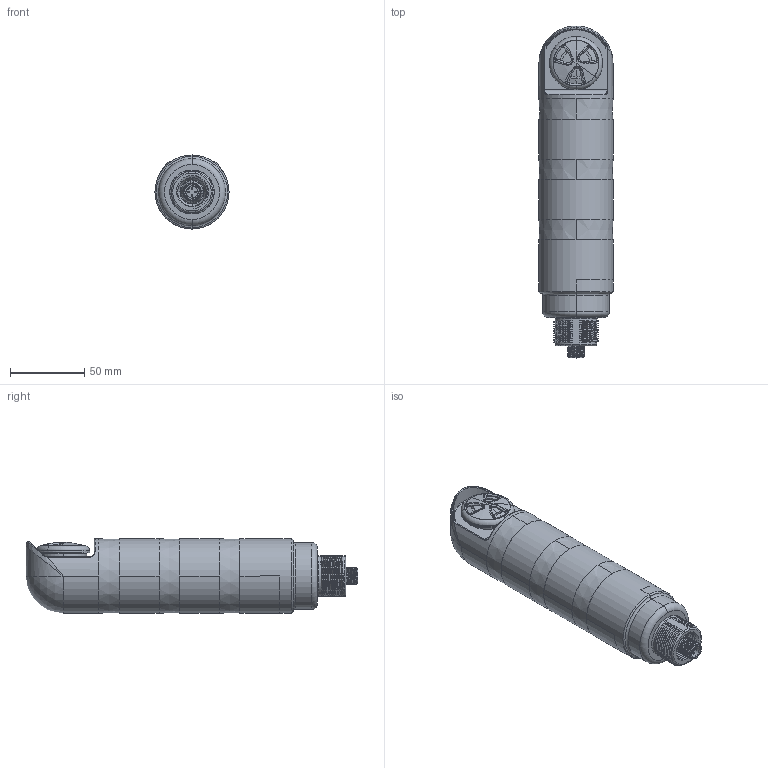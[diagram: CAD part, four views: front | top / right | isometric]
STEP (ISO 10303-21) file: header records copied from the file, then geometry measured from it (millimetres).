
FILE_DESCRIPTION((''),'2;1');
FILE_NAME('154239_SM01_ASM','2025-09-03T11:30:55',('banengservice'),('BANNER ENGINEERING'),'CREO PARAMETRIC BY PTC INC, 2022414','CREO PARAMETRIC BY PTC INC, 2022414','');
FILE_SCHEMA(('CONFIG_CONTROL_DESIGN'));
Products named in the file (2): 154239_EP01; 154239_SM01_ASM
Assembly tree (1 placements, depth 2):
  154239_SM01_ASM
    154239_EP01
Bounding box: 50 x 223.8 x 50 mm (x, y, z)
Volume: 367282.2 mm3; surface area: 45043.4 mm2
Topology: 2 solids, 3 shells, 471 faces, 1226 edges, 770 vertices
Faces by surface type: bspline 153, cylinder 150, plane 51, extrusion 45, torus 36, cone 19, sphere 11, revolution 6
Entity records: 50596 total; most frequent: CARTESIAN_POINT 40369, ORIENTED_EDGE 2418, DIRECTION 1623, EDGE_CURVE 1209, VERTEX_POINT 768, AXIS2_PLACEMENT_3D 623, B_SPLINE_CURVE_WITH_KNOTS 583, EDGE_LOOP 507
